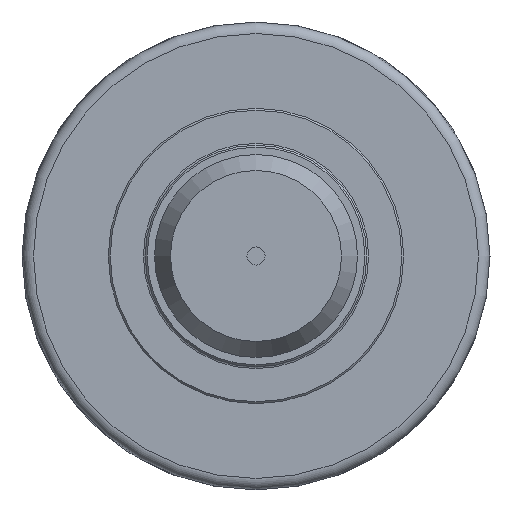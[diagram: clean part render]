
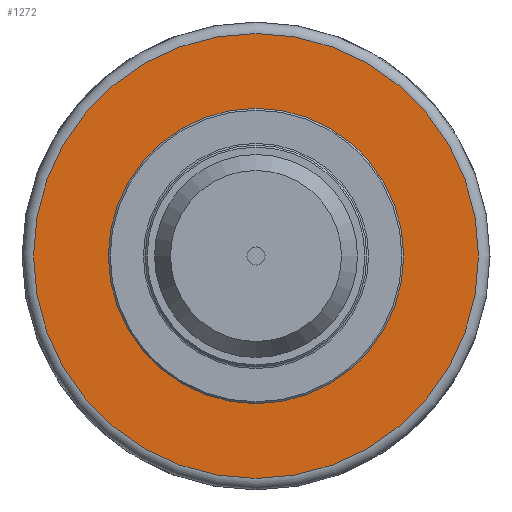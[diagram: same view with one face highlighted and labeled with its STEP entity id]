
A CAD part, left-side view. The second image highlights one B-rep face of the part: STEP entity #1272.
In plain terms, the highlighted planar face has unit normal (-1, 0, 0).
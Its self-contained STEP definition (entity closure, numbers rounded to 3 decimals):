
#67=FACE_BOUND('',#276,.T.);
#103=CIRCLE('',#1391,40.);
#108=CIRCLE('',#1401,60.28);
#109=CIRCLE('',#1402,60.28);
#194=FACE_OUTER_BOUND('',#275,.T.);
#275=EDGE_LOOP('',(#1059,#1060));
#276=EDGE_LOOP('',(#1061));
#582=VERTEX_POINT('',#2152);
#591=VERTEX_POINT('',#2186);
#592=VERTEX_POINT('',#2187);
#747=EDGE_CURVE('',#582,#582,#103,.T.);
#758=EDGE_CURVE('',#591,#592,#108,.T.);
#759=EDGE_CURVE('',#592,#591,#109,.T.);
#1059=ORIENTED_EDGE('',*,*,#758,.F.);
#1060=ORIENTED_EDGE('',*,*,#759,.F.);
#1061=ORIENTED_EDGE('',*,*,#747,.T.);
#1217=PLANE('',#1400);
#1272=ADVANCED_FACE('',(#194,#67),#1217,.T.);
#1391=AXIS2_PLACEMENT_3D('',#2153,#1698,#1699);
#1400=AXIS2_PLACEMENT_3D('',#2185,#1719,#1720);
#1401=AXIS2_PLACEMENT_3D('',#2188,#1721,#1722);
#1402=AXIS2_PLACEMENT_3D('',#2189,#1723,#1724);
#1698=DIRECTION('center_axis',(1.,0.,0.));
#1699=DIRECTION('ref_axis',(0.,0.,
1.));
#1719=DIRECTION('center_axis',(-1.,0.,0.));
#1720=DIRECTION('ref_axis',(0.,1.,0.));
#1721=DIRECTION('center_axis',(1.,0.,0.));
#1722=DIRECTION('ref_axis',(0.,0.,
1.));
#1723=DIRECTION('center_axis',(1.,0.,0.));
#1724=DIRECTION('ref_axis',(0.,0.,
1.));
#2152=CARTESIAN_POINT('',(30.1,0.,-40.));
#2153=CARTESIAN_POINT('Origin',(30.1,0.,0.));
#2185=CARTESIAN_POINT('Origin',(30.1,0.,-53.989));
#2186=CARTESIAN_POINT('',(30.1,0.,-60.28));
#2187=CARTESIAN_POINT('',(30.1,60.28,0.));
#2188=CARTESIAN_POINT('Origin',(30.1,0.,0.));
#2189=CARTESIAN_POINT('Origin',(30.1,0.,0.));
